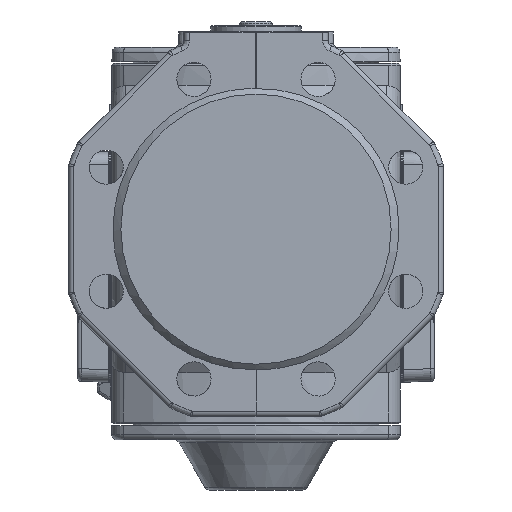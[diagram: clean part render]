
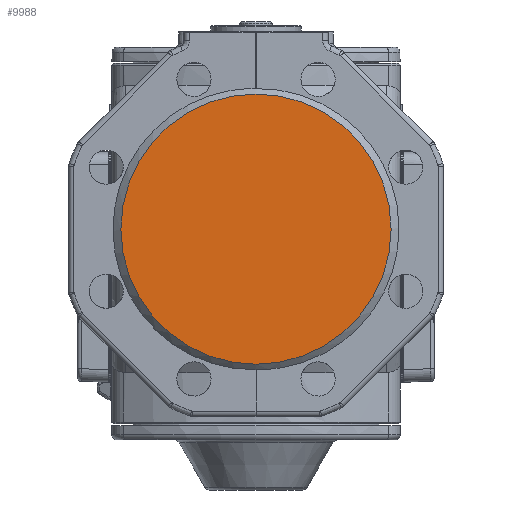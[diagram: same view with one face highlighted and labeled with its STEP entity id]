
A CAD part, left-side view. The second image highlights one B-rep face of the part: STEP entity #9988.
In plain terms, the highlighted planar face has unit normal (-1, 0, 0).
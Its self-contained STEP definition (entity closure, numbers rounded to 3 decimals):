
#1667=PLANE('',#47193);
#9988=ADVANCED_FACE('',(#13224),#1667,.T.);
#13224=FACE_OUTER_BOUND('',#15650,.T.);
#15650=EDGE_LOOP('',(#21167));
#21167=ORIENTED_EDGE('',*,*,#38667,.F.);
#34342=VERTEX_POINT('',#65950);
#38667=EDGE_CURVE('',#34342,#34342,#44887,.T.);
#44887=CIRCLE('',#47191,75.);
#47191=AXIS2_PLACEMENT_3D('',#65949,#52653,#52654);
#47193=AXIS2_PLACEMENT_3D('',#65952,#52657,#52658);
#52653=DIRECTION('',(1.,0.,0.));
#52654=DIRECTION('',(0.,0.,1.));
#52657=DIRECTION('',(-1.,0.,0.));
#52658=DIRECTION('',(0.,0.,1.));
#65949=CARTESIAN_POINT('',(-175.,-1.,-1.));
#65950=CARTESIAN_POINT('',(-175.,-1.,74.));
#65952=CARTESIAN_POINT('',(-175.,-1.,-1.));
